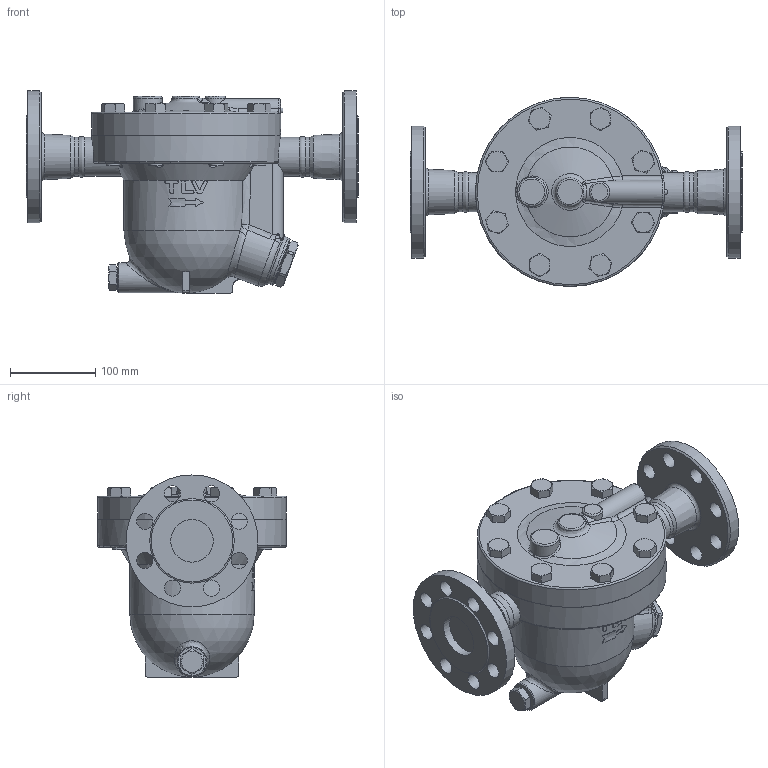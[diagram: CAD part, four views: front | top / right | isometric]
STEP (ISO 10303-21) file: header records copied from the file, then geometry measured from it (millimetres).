
FILE_DESCRIPTION((''),'2;1');
FILE_NAME('j7rmb-050-jis20-00.stp','2010-08-02T13:49:07',('nakaot'),(''),'Autodesk Inventor 2008','Autodesk Inventor 2008','');
FILE_SCHEMA(('AUTOMOTIVE_DESIGN { 1 0 10303 214 1 1 1 1 }'));
Length unit declared in the file: millimetre
Products named in the file (1): j7rmb-050-jis20-00
Bounding box: 390 x 222 x 237.5 mm (x, y, z)
Volume: 5877686 mm3; surface area: 386785.6 mm2
Topology: 1 solids, 1 shells, 378 faces, 927 edges, 586 vertices
Faces by surface type: plane 131, bspline 98, cone 70, cylinder 69, torus 7, sphere 3
Full cylindrical faces by diameter (mm): 16 x16, 19 x8, 21 x1, 24 x1, 34 x1, 35 x1, 46 x3, 49.5 x1, 50 x1, 58 x1, 96 x1, 130 x1, 155 x1, 222 x2
Entity records: 23629 total; most frequent: CARTESIAN_POINT 15957, ORIENTED_EDGE 1622, DIRECTION 1380, EDGE_CURVE 811, AXIS2_PLACEMENT_3D 593, VERTEX_POINT 553, EDGE_LOOP 544, FACE_OUTER_BOUND 378
